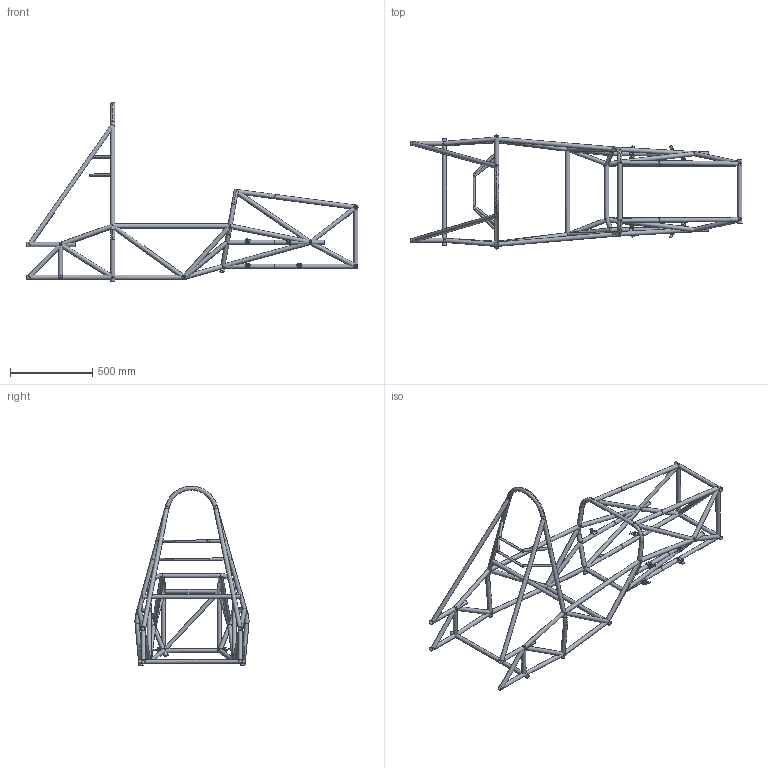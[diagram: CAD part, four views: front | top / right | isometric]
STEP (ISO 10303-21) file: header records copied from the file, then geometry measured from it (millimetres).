
FILE_DESCRIPTION(/* description */ (''),/* implementation_level */ '2;1');
FILE_NAME(/* name */ 'Frame.stp',/* time_stamp */ '2019-02-11T15:27:45+08:00',/* author */ ('Administrator'),/* organization */ (''),/* preprocessor_version */ 'ST-DEVELOPER v17',/* originating_system */ 'Autodesk Inventor 2019',/* authorisation */ '');
FILE_SCHEMA (('AUTOMOTIVE_DESIGN { 1 0 10303 214 3 1 1 }'));
Length unit declared in the file: millimetre
Products named in the file (4): Frame; 车架; Product1.1; FEONT_UP_AARM_MIR
Assembly tree (3 placements, depth 2):
  Frame
    车架
    Product1.1
    FEONT_UP_AARM_MIR
Bounding box: 2021.74 x 695.08 x 1095.02 mm (x, y, z)
Volume: 71066.9 mm3; surface area: 2380844.2 mm2
Topology: 40 solids, 121 shells, 576 faces, 1566 edges, 1094 vertices
Faces by surface type: cylinder 280, plane 250, sphere 16, cone 16, bspline 14
Full cylindrical faces by diameter (mm): 6 x40, 8 x16, 12 x8, 14 x22, 22 x8, 25.4 x80
Entity records: 21085 total; most frequent: CARTESIAN_POINT 4921, DIRECTION 3536, ORIENTED_EDGE 2958, EDGE_CURVE 1566, AXIS2_PLACEMENT_3D 1439, VERTEX_POINT 1094, CIRCLE 870, EDGE_LOOP 710
